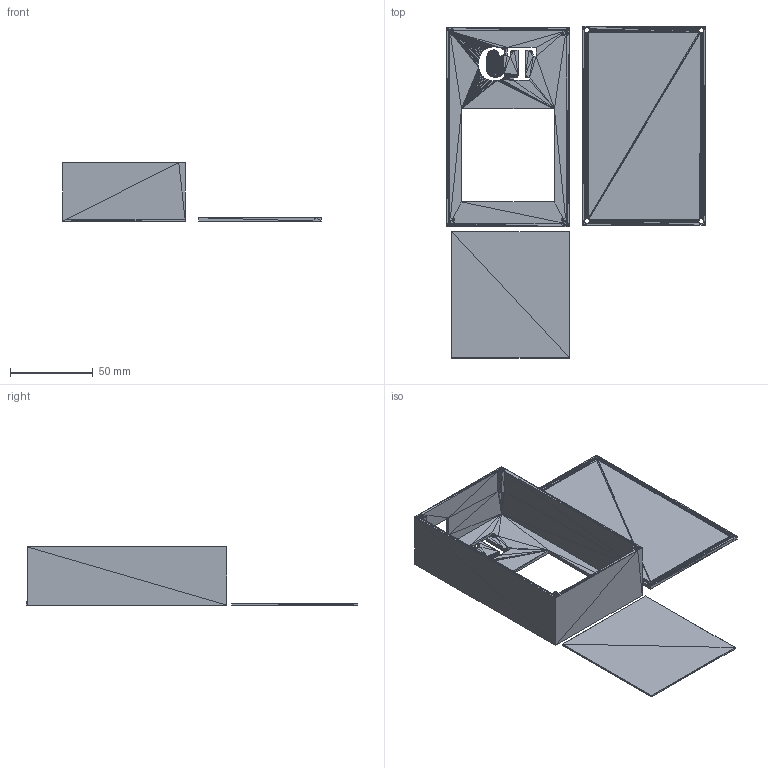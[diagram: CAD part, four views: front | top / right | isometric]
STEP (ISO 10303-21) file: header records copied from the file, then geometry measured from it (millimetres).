
FILE_DESCRIPTION((''),'2;1');
FILE_NAME('enclosure design', '2025-10-13T08:15:54', (''), (''), 'ImageToStl.com STEP Converter','', '');
FILE_SCHEMA(('AUTOMOTIVE_DESIGN_CC2'));
Length unit declared in the file: metre
Products named in the file (1): product0
Bounding box: 156 x 200 x 35 mm (x, y, z)
Surface area: 67555.5 mm2 (no closed solid volume)
Topology: 0 solids, 3128 shells, 3128 faces, 9384 edges, 1546 vertices
Faces by surface type: plane 3128
Entity records: 71936 total; most frequent: DIRECTION 15642, ORIENTED_EDGE 9384, EDGE_CURVE 9384, LINE 9384, VECTOR 9384, AXIS2_PLACEMENT_3D 3129, FACE_SURFACE 3128, PLANE 3128
